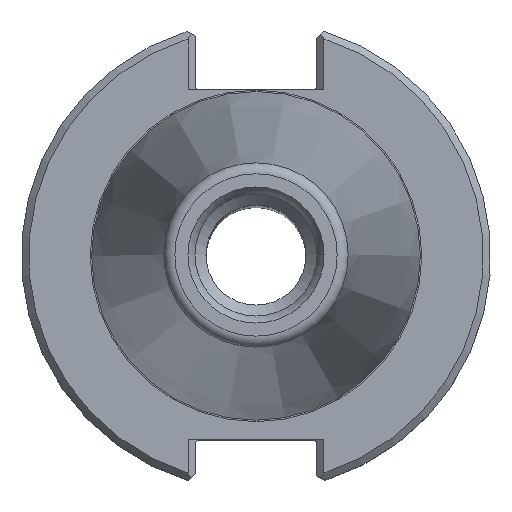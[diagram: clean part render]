
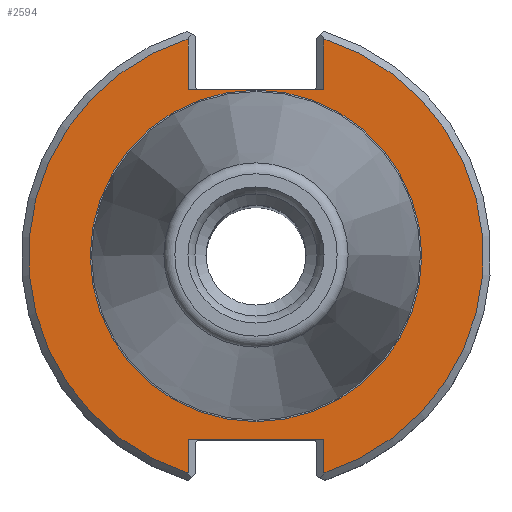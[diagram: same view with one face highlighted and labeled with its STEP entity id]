
A CAD part, top view. The second image highlights one B-rep face of the part: STEP entity #2594.
In plain terms, the highlighted planar face has unit normal (0, 0, 1).
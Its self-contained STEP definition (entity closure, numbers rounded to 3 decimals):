
#56=LINE('',#3950,#121);
#59=LINE('',#3961,#124);
#78=LINE('',#4044,#143);
#80=LINE('',#4060,#145);
#81=LINE('',#4062,#146);
#82=LINE('',#4064,#147);
#121=VECTOR('',#3170,1000.);
#124=VECTOR('',#3175,1000.);
#143=VECTOR('',#3222,1000.);
#145=VECTOR('',#3232,1000.);
#146=VECTOR('',#3233,1000.);
#147=VECTOR('',#3234,1000.);
#266=PLANE('',#2793);
#714=ORIENTED_EDGE('',*,*,#964,.T.);
#715=ORIENTED_EDGE('',*,*,#959,.T.);
#716=ORIENTED_EDGE('',*,*,#989,.F.);
#717=ORIENTED_EDGE('',*,*,#955,.T.);
#718=ORIENTED_EDGE('',*,*,#981,.T.);
#719=ORIENTED_EDGE('',*,*,#994,.T.);
#720=ORIENTED_EDGE('',*,*,#995,.F.);
#721=ORIENTED_EDGE('',*,*,#996,.T.);
#722=ORIENTED_EDGE('',*,*,#953,.F.);
#953=EDGE_CURVE('',#1153,#1153,#1267,.T.);
#955=EDGE_CURVE('',#1155,#1154,#56,.T.);
#959=EDGE_CURVE('',#1156,#1157,#59,.T.);
#964=EDGE_CURVE('',#1160,#1156,#1268,.T.);
#981=EDGE_CURVE('',#1154,#1171,#1269,.T.);
#989=EDGE_CURVE('',#1155,#1157,#78,.T.);
#994=EDGE_CURVE('',#1171,#1178,#80,.T.);
#995=EDGE_CURVE('',#1179,#1178,#81,.T.);
#996=EDGE_CURVE('',#1179,#1160,#82,.T.);
#1153=VERTEX_POINT('',#3943);
#1154=VERTEX_POINT('',#3949);
#1155=VERTEX_POINT('',#3951);
#1156=VERTEX_POINT('',#3958);
#1157=VERTEX_POINT('',#3960);
#1160=VERTEX_POINT('',#3976);
#1171=VERTEX_POINT('',#4022);
#1178=VERTEX_POINT('',#4061);
#1179=VERTEX_POINT('',#4063);
#1267=CIRCLE('',#2773,22.413);
#1268=CIRCLE('',#2778,30.75);
#1269=CIRCLE('',#2785,30.75);
#1436=EDGE_LOOP('',(#714,#715,#716,#717,#718,#719,#720,#721));
#1437=EDGE_LOOP('',(#722));
#1616=FACE_BOUND('',#1436,.T.);
#1617=FACE_BOUND('',#1437,.T.);
#2594=ADVANCED_FACE('',(#1616,#1617),#266,.T.);
#2773=AXIS2_PLACEMENT_3D('',#3942,#3166,#3167);
#2778=AXIS2_PLACEMENT_3D('',#3977,#3182,#3183);
#2785=AXIS2_PLACEMENT_3D('',#4023,#3208,#3209);
#2793=AXIS2_PLACEMENT_3D('',#4059,#3230,#3231);
#3166=DIRECTION('',(0.,0.,1.));
#3167=DIRECTION('',(1.,0.,0.));
#3170=DIRECTION('',(0.,-1.,0.));
#3175=DIRECTION('',(0.,1.,0.));
#3182=DIRECTION('',(0.,0.,1.));
#3183=DIRECTION('',(1.,0.,0.));
#3208=DIRECTION('',(0.,0.,1.));
#3209=DIRECTION('',(1.,0.,0.));
#3222=DIRECTION('',(-1.,0.,0.));
#3230=DIRECTION('',(0.,0.,1.));
#3231=DIRECTION('',(1.,0.,0.));
#3232=DIRECTION('',(0.,-1.,0.));
#3233=DIRECTION('',(1.,0.,0.));
#3234=DIRECTION('',(0.,1.,0.));
#3942=CARTESIAN_POINT('',(0.,0.,-3.17));
#3943=CARTESIAN_POINT('',(22.413,0.,-3.17));
#3949=CARTESIAN_POINT('',(9.19,-29.345,-3.17));
#3950=CARTESIAN_POINT('',(9.19,-30.831,-3.17));
#3951=CARTESIAN_POINT('',(9.19,-24.87,-3.17));
#3958=CARTESIAN_POINT('',(-9.19,-29.345,-3.17));
#3960=CARTESIAN_POINT('',(-9.19,-24.87,-3.17));
#3961=CARTESIAN_POINT('',(-9.19,-24.87,-3.17));
#3976=CARTESIAN_POINT('',(-9.19,29.345,-3.17));
#3977=CARTESIAN_POINT('',(0.,0.,-3.17));
#4022=CARTESIAN_POINT('',(9.19,29.345,-3.17));
#4023=CARTESIAN_POINT('',(0.,0.,-3.17));
#4044=CARTESIAN_POINT('',(8.19,-24.87,-3.17));
#4059=CARTESIAN_POINT('',(22.413,0.,-3.17));
#4060=CARTESIAN_POINT('',(9.19,22.46,-3.17));
#4061=CARTESIAN_POINT('',(9.19,22.46,-3.17));
#4062=CARTESIAN_POINT('',(-8.19,22.46,-3.17));
#4063=CARTESIAN_POINT('',(-9.19,22.46,-3.17));
#4064=CARTESIAN_POINT('',(-9.19,30.831,-3.17));
